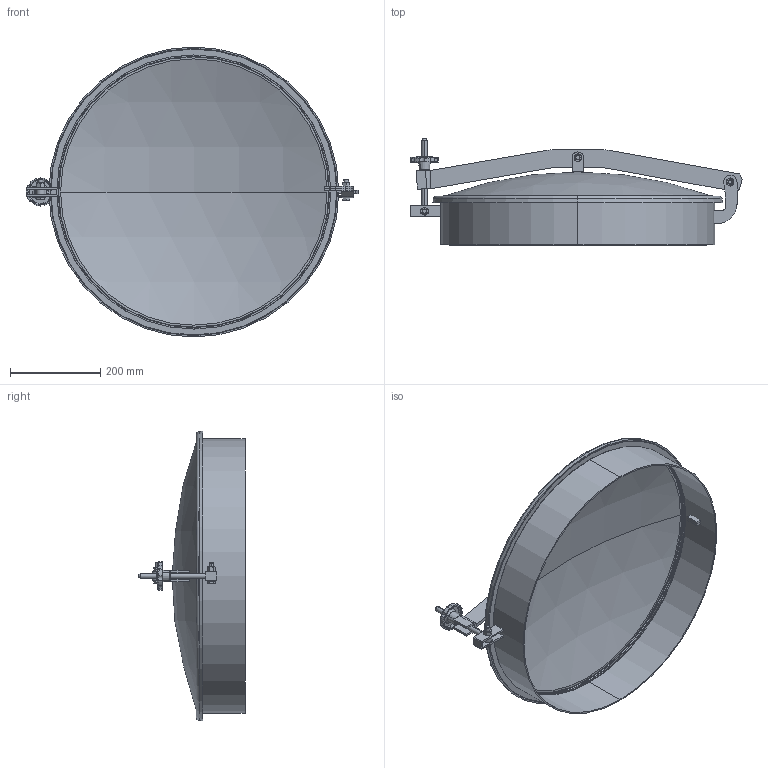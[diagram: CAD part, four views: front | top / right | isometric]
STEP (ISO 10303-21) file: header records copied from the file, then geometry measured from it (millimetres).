
FILE_DESCRIPTION (( 'STEP AP203' ), '1' );
FILE_NAME ('porte complete p31-600.STEP', '2013-03-06T10:25:38', ( 'BE' ), ( 'BOYER SA' ), 'SwSTEP 2.0', 'SolidWorks 2008', '' );
FILE_SCHEMA (( 'CONFIG_CONTROL_DESIGN' ));
Length unit declared in the file: millimetre
Products named in the file (13): VOL 39 CB OD114 61 12 (0750100020)_Défaut; joint pour p31-600_Défaut; PSEG 4L BR S 05 105 27 (0661200006)_Défaut; Hex Nut GradeC_ISO_Hexagon Nut ISO - 4034 - M10 - N; CARO 6L BR SP 03 600 100 (0720100095)_Défaut; porte complete p31-600; U4  4L BR U102    13  68  25 (0640800002)_Défaut; GU12 4L BR WD 102 80 160 (0610100046)_Défaut; U4  4L BR U102    11  44  25 (0640800001)_Défaut; PSEQ 4L BR S 05 105 27 (0661300003)_Défaut; BRA 6L BR K 31 600 (0730200089)_Défaut; PRO 6L BR P 03 600 0710100057_Défaut; Hex Screw GradeC_ISO_ISO 4018 - M10 x 40-WN
Assembly tree (16 placements, depth 2):
  porte complete p31-600
    Hex Screw GradeC_ISO_ISO 4018 - M10 x 40-WN  x3
    U4  4L BR U102    13  68  25 (0640800002)_Défaut
    PSEG 4L BR S 05 105 27 (0661200006)_Défaut
    U4  4L BR U102    11  44  25 (0640800001)_Défaut
    PRO 6L BR P 03 600 0710100057_Défaut
    BRA 6L BR K 31 600 (0730200089)_Défaut
    Hex Nut GradeC_ISO_Hexagon Nut ISO - 4034 - M10 - N  x3
    joint pour p31-600_Défaut
    GU12 4L BR WD 102 80 160 (0610100046)_Défaut
    VOL 39 CB OD114 61 12 (0750100020)_Défaut
    CARO 6L BR SP 03 600 100 (0720100095)_Défaut
    PSEQ 4L BR S 05 105 27 (0661300003)_Défaut
Bounding box: 733.95 x 234.5 x 641.01 mm (x, y, z)
Volume: 2260492 mm3; surface area: 1399413.9 mm2
Topology: 16 solids, 16 shells, 409 faces, 953 edges, 587 vertices
Faces by surface type: plane 141, cylinder 136, cone 88, torus 38, sphere 6
Entity records: 11197 total; most frequent: CARTESIAN_POINT 2553, DIRECTION 1600, ORIENTED_EDGE 1442, EDGE_CURVE 721, AXIS2_PLACEMENT_3D 656, VERTEX_POINT 455, CIRCLE 338, EDGE_LOOP 334
